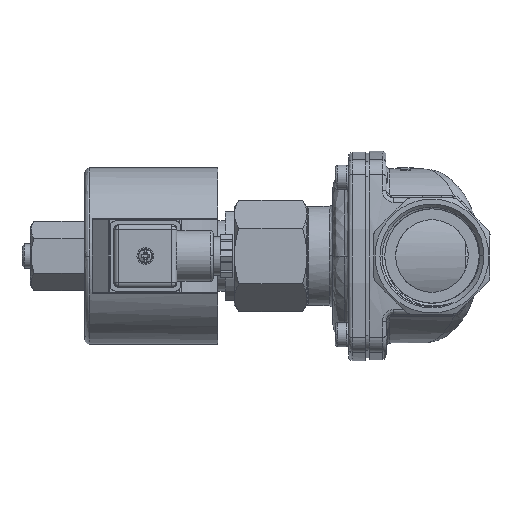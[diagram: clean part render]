
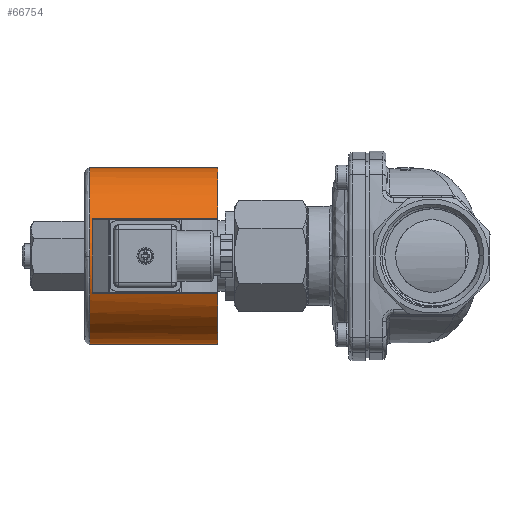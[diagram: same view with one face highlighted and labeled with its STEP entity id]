
A CAD part, left-side view. The second image highlights one B-rep face of the part: STEP entity #66754.
In plain terms, the highlighted cylindrical face has radius 36.5 mm (diameter 73 mm), a partial arc.
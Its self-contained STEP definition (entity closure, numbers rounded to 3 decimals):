
#1377 = ORIENTED_EDGE ( 'NONE', *, *, #78090, .T. ) ;
#8406 = CARTESIAN_POINT ( 'NONE',  ( 0., 87.44, 36.5 ) ) ;
#8625 = ORIENTED_EDGE ( 'NONE', *, *, #107739, .T. ) ;
#8690 = CARTESIAN_POINT ( 'NONE',  ( 0., 141.5, 0. ) ) ;
#11915 = CARTESIAN_POINT ( 'NONE',  ( -33.011, 88.5, -15.573 ) ) ;
#12837 = DIRECTION ( 'NONE',  ( 0., 1., 0. ) ) ;
#12911 = CARTESIAN_POINT ( 'NONE',  ( 0., 141.5, -36.5 ) ) ;
#14474 = DIRECTION ( 'NONE',  ( 0., 1., 0. ) ) ;
#16374 = EDGE_CURVE ( 'NONE', #39537, #19885, #60482, .T. ) ;
#16821 = VERTEX_POINT ( 'NONE', #54730 ) ;
#18087 = DIRECTION ( 'NONE',  ( 0., 0., 1. ) ) ;
#19636 = CIRCLE ( 'NONE', #108615, 36.5 ) ;
#19885 = VERTEX_POINT ( 'NONE', #77724 ) ;
#19956 = VERTEX_POINT ( 'NONE', #107452 ) ;
#20711 = EDGE_CURVE ( 'NONE', #78435, #93484, #115916, .T. ) ;
#21273 = EDGE_CURVE ( 'NONE', #93484, #62989, #112196, .T. ) ;
#22918 = AXIS2_PLACEMENT_3D ( 'NONE', #83877, #27974, #93282 ) ;
#25845 = CARTESIAN_POINT ( 'NONE',  ( 0., 141.5, 0. ) ) ;
#27038 = DIRECTION ( 'NONE',  ( 0., 0., 1. ) ) ;
#27577 = CARTESIAN_POINT ( 'NONE',  ( 0., 87.44, -36.5 ) ) ;
#27974 = DIRECTION ( 'NONE',  ( 0., 1., 0. ) ) ;
#28063 = AXIS2_PLACEMENT_3D ( 'NONE', #110841, #54878, #120291 ) ;
#29880 = VECTOR ( 'NONE', #83473, 1000. ) ;
#31288 = LINE ( 'NONE', #27577, #29880 ) ;
#32176 = CIRCLE ( 'NONE', #22918, 36.5 ) ;
#34025 = ORIENTED_EDGE ( 'NONE', *, *, #20711, .T. ) ;
#35255 = DIRECTION ( 'NONE',  ( 0., 0., 1. ) ) ;
#35675 = EDGE_CURVE ( 'NONE', #19956, #78435, #47197, .T. ) ;
#39537 = VERTEX_POINT ( 'NONE', #41103 ) ;
#40734 = CARTESIAN_POINT ( 'NONE',  ( -33.011, 87.44, 15.573 ) ) ;
#41103 = CARTESIAN_POINT ( 'NONE',  ( -36.5, 140.5, 0. ) ) ;
#41293 = EDGE_CURVE ( 'NONE', #62989, #82519, #19636, .T. ) ;
#45878 = EDGE_CURVE ( 'NONE', #106944, #46802, #110172, .T. ) ;
#46802 = VERTEX_POINT ( 'NONE', #11915 ) ;
#47197 = CIRCLE ( 'NONE', #96001, 36.5 ) ;
#49729 = EDGE_CURVE ( 'NONE', #106944, #82519, #31288, .T. ) ;
#50139 = DIRECTION ( 'NONE',  ( 0., -1., 0. ) ) ;
#53365 = DIRECTION ( 'NONE',  ( 0., 1., 0. ) ) ;
#54730 = CARTESIAN_POINT ( 'NONE',  ( -33.011, 140.5, -15.573 ) ) ;
#54878 = DIRECTION ( 'NONE',  ( 0., 1., 0. ) ) ;
#58724 = CYLINDRICAL_SURFACE ( 'NONE', #72741, 36.5 ) ;
#60482 = CIRCLE ( 'NONE', #28063, 36.5 ) ;
#61805 = CARTESIAN_POINT ( 'NONE',  ( -33.011, 87.44, -15.573 ) ) ;
#62989 = VERTEX_POINT ( 'NONE', #68502 ) ;
#63346 = ORIENTED_EDGE ( 'NONE', *, *, #35675, .T. ) ;
#64193 = DIRECTION ( 'NONE',  ( 0., 1., 0. ) ) ;
#64792 = DIRECTION ( 'NONE',  ( 0., 1., 0. ) ) ;
#66754 = ADVANCED_FACE ( 'NONE', ( #86469 ), #58724, .T. ) ;
#67048 = CARTESIAN_POINT ( 'NONE',  ( 0., 88.5, -36.5 ) ) ;
#68502 = CARTESIAN_POINT ( 'NONE',  ( -36.5, 141.5, -0.18 ) ) ;
#68795 = CARTESIAN_POINT ( 'NONE',  ( 0., 88.5, 0. ) ) ;
#72741 = AXIS2_PLACEMENT_3D ( 'NONE', #101699, #64193, #27038 ) ;
#74028 = DIRECTION ( 'NONE',  ( 0., -1., 0. ) ) ;
#74868 = ORIENTED_EDGE ( 'NONE', *, *, #41293, .T. ) ;
#76702 = AXIS2_PLACEMENT_3D ( 'NONE', #25845, #91152, #35255 ) ;
#77724 = CARTESIAN_POINT ( 'NONE',  ( -33.011, 140.5, 15.573 ) ) ;
#78090 = EDGE_CURVE ( 'NONE', #19885, #19956, #83233, .T. ) ;
#78166 = DIRECTION ( 'NONE',  ( 0., 0., 1. ) ) ;
#78435 = VERTEX_POINT ( 'NONE', #100557 ) ;
#82519 = VERTEX_POINT ( 'NONE', #12911 ) ;
#82590 = CARTESIAN_POINT ( 'NONE',  ( 0., 141.5, 36.5 ) ) ;
#83233 = LINE ( 'NONE', #40734, #108064 ) ;
#83473 = DIRECTION ( 'NONE',  ( 0., 1., 0. ) ) ;
#83877 = CARTESIAN_POINT ( 'NONE',  ( 0., 140.5, 0. ) ) ;
#86469 = FACE_OUTER_BOUND ( 'NONE', #95028, .T. ) ;
#89131 = ORIENTED_EDGE ( 'NONE', *, *, #21273, .T. ) ;
#91152 = DIRECTION ( 'NONE',  ( 0., -1., 0. ) ) ;
#93282 = DIRECTION ( 'NONE',  ( 0., 0., 1. ) ) ;
#93484 = VERTEX_POINT ( 'NONE', #82590 ) ;
#95028 = EDGE_LOOP ( 'NONE', ( #117954, #100672, #101633, #8625, #101715, #1377, #63346, #34025, #89131, #74868 ) ) ;
#96001 = AXIS2_PLACEMENT_3D ( 'NONE', #109315, #53365, #118757 ) ;
#98741 = VECTOR ( 'NONE', #14474, 1000. ) ;
#100557 = CARTESIAN_POINT ( 'NONE',  ( 0., 88.5, 36.5 ) ) ;
#100672 = ORIENTED_EDGE ( 'NONE', *, *, #45878, .T. ) ;
#101633 = ORIENTED_EDGE ( 'NONE', *, *, #119435, .T. ) ;
#101699 = CARTESIAN_POINT ( 'NONE',  ( 0., 87.44, 0. ) ) ;
#101715 = ORIENTED_EDGE ( 'NONE', *, *, #16374, .T. ) ;
#104687 = LINE ( 'NONE', #61805, #98741 ) ;
#106944 = VERTEX_POINT ( 'NONE', #67048 ) ;
#107452 = CARTESIAN_POINT ( 'NONE',  ( -33.011, 88.5, 15.573 ) ) ;
#107739 = EDGE_CURVE ( 'NONE', #16821, #39537, #32176, .T. ) ;
#108064 = VECTOR ( 'NONE', #50139, 1000. ) ;
#108615 = AXIS2_PLACEMENT_3D ( 'NONE', #8690, #74028, #18087 ) ;
#109315 = CARTESIAN_POINT ( 'NONE',  ( 0., 88.5, 0. ) ) ;
#109525 = AXIS2_PLACEMENT_3D ( 'NONE', #68795, #12837, #78166 ) ;
#110172 = CIRCLE ( 'NONE', #109525, 36.5 ) ;
#110841 = CARTESIAN_POINT ( 'NONE',  ( 0., 140.5, 0. ) ) ;
#112196 = CIRCLE ( 'NONE', #76702, 36.5 ) ;
#115916 = LINE ( 'NONE', #8406, #116143 ) ;
#116143 = VECTOR ( 'NONE', #64792, 1000. ) ;
#117954 = ORIENTED_EDGE ( 'NONE', *, *, #49729, .F. ) ;
#118757 = DIRECTION ( 'NONE',  ( 0., 0., 1. ) ) ;
#119435 = EDGE_CURVE ( 'NONE', #46802, #16821, #104687, .T. ) ;
#120291 = DIRECTION ( 'NONE',  ( 0., 0., 1. ) ) ;
